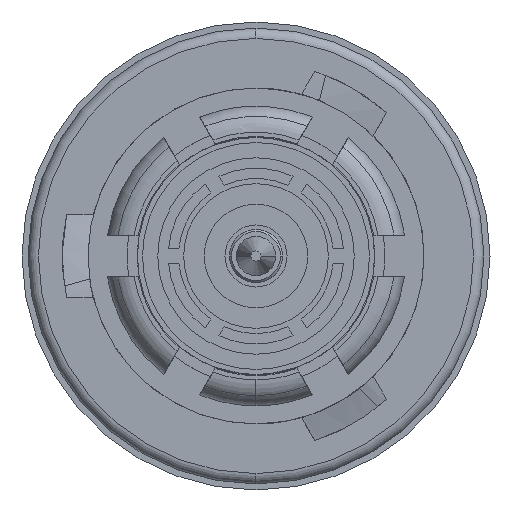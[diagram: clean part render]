
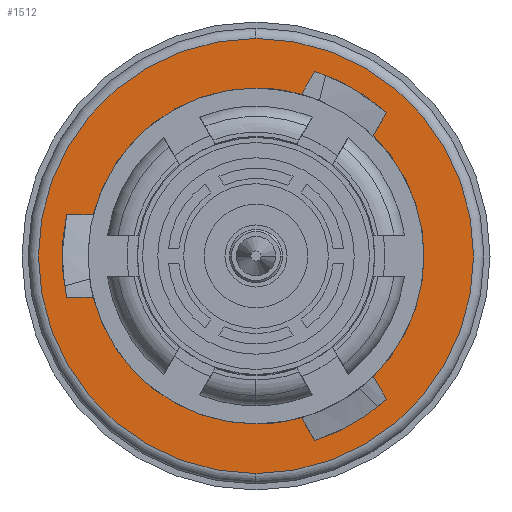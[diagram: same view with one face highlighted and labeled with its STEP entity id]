
A CAD part, left-side view. The second image highlights one B-rep face of the part: STEP entity #1512.
In plain terms, the highlighted face is planar.
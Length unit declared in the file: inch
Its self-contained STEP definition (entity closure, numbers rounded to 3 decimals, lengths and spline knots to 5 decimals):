
#17 = LINE ( 'NONE', #2323, #8834 ) ;
#167 = CIRCLE ( 'NONE', #8721, 0.1625 ) ;
#278 = CARTESIAN_POINT ( 'NONE',  ( 0., 0., 0. ) ) ;
#281 = AXIS2_PLACEMENT_3D ( 'NONE', #2022, #2655, #5617 ) ;
#527 = DIRECTION ( 'NONE',  ( 0., -1., 0. ) ) ;
#603 = EDGE_CURVE ( 'NONE', #1256, #6329, #17, .T. ) ;
#666 = EDGE_CURVE ( 'NONE', #6035, #4609, #1544, .T. ) ;
#741 = DIRECTION ( 'NONE',  ( -1., 0., 0. ) ) ;
#796 = VECTOR ( 'NONE', #527, 39.37008 ) ;
#850 = DIRECTION ( 'NONE',  ( -1., 0., 0. ) ) ;
#975 = DIRECTION ( 'NONE',  ( -1., 0., 0. ) ) ;
#989 = CARTESIAN_POINT ( 'NONE',  ( 0., -0.11345, -0.11635 ) ) ;
#1061 = VECTOR ( 'NONE', #6003, 39.37008 ) ;
#1100 = VERTEX_POINT ( 'NONE', #2074 ) ;
#1110 = AXIS2_PLACEMENT_3D ( 'NONE', #9603, #741, #8047 ) ;
#1193 = VERTEX_POINT ( 'NONE', #989 ) ;
#1205 = EDGE_CURVE ( 'NONE', #1256, #8438, #6357, .T. ) ;
#1239 = CARTESIAN_POINT ( 'NONE',  ( 0., 0.18317, -0.04007 ) ) ;
#1246 = CARTESIAN_POINT ( 'NONE',  ( 0., -0.12629, 0.13859 ) ) ;
#1256 = VERTEX_POINT ( 'NONE', #5364 ) ;
#1268 = EDGE_CURVE ( 'NONE', #1193, #8438, #6974, .T. ) ;
#1369 = CIRCLE ( 'NONE', #6187, 0.1625 ) ;
#1431 = DIRECTION ( 'NONE',  ( -1., 0., 0. ) ) ;
#1469 = VERTEX_POINT ( 'NONE', #9643 ) ;
#1484 = CARTESIAN_POINT ( 'NONE',  ( 0., 0., 0. ) ) ;
#1512 = ADVANCED_FACE ( 'NONE', ( #7785, #6233 ), #5584, .F. ) ;
#1544 = LINE ( 'NONE', #9569, #6671 ) ;
#1550 = DIRECTION ( 'NONE',  ( 0., 0., 1. ) ) ;
#1713 = VECTOR ( 'NONE', #7842, 39.37008 ) ;
#1869 = CARTESIAN_POINT ( 'NONE',  ( 0., -0.04404, -0.15642 ) ) ;
#1913 = ORIENTED_EDGE ( 'NONE', *, *, #5512, .F. ) ;
#1936 = EDGE_CURVE ( 'NONE', #1100, #3916, #4458, .T. ) ;
#2022 = CARTESIAN_POINT ( 'NONE',  ( 0., 0., 0. ) ) ;
#2038 = EDGE_CURVE ( 'NONE', #6035, #8426, #8040, .T. ) ;
#2074 = CARTESIAN_POINT ( 'NONE',  ( 0., 0.15748, -0.04007 ) ) ;
#2109 = CIRCLE ( 'NONE', #8942, 0.1875 ) ;
#2270 = DIRECTION ( 'NONE',  ( 0., -0.5, 0.866 ) ) ;
#2317 = CARTESIAN_POINT ( 'NONE',  ( 0., 0., 0. ) ) ;
#2323 = CARTESIAN_POINT ( 'NONE',  ( 0., -0.05688, -0.17866 ) ) ;
#2382 = ORIENTED_EDGE ( 'NONE', *, *, #2798, .F. ) ;
#2510 = EDGE_CURVE ( 'NONE', #3916, #6329, #1369, .T. ) ;
#2529 = DIRECTION ( 'NONE',  ( 0., 0., 1. ) ) ;
#2539 = CARTESIAN_POINT ( 'NONE',  ( 0., -0.12629, -0.13859 ) ) ;
#2543 = DIRECTION ( 'NONE',  ( -1., 0., 0. ) ) ;
#2558 = EDGE_CURVE ( 'NONE', #1193, #8250, #5716, .T. ) ;
#2651 = CARTESIAN_POINT ( 'NONE',  ( 0., -0.11345, 0.11635 ) ) ;
#2655 = DIRECTION ( 'NONE',  ( -1., 0., 0. ) ) ;
#2798 = EDGE_CURVE ( 'NONE', #4791, #5184, #3085, .T. ) ;
#2903 = LINE ( 'NONE', #4994, #796 ) ;
#2998 = DIRECTION ( 'NONE',  ( 0., 0.5, 0.866 ) ) ;
#3044 = DIRECTION ( 'NONE',  ( 0., 0., 1. ) ) ;
#3080 = ORIENTED_EDGE ( 'NONE', *, *, #3702, .F. ) ;
#3085 = CIRCLE ( 'NONE', #281, 0.21045 ) ;
#3187 = CARTESIAN_POINT ( 'NONE',  ( 0., 0., -0.1625 ) ) ;
#3188 = DIRECTION ( 'NONE',  ( -1., 0., 0. ) ) ;
#3303 = DIRECTION ( 'NONE',  ( -1., 0., 0. ) ) ;
#3383 = DIRECTION ( 'NONE',  ( 0., 0., 1. ) ) ;
#3446 = EDGE_CURVE ( 'NONE', #1100, #7053, #9309, .T. ) ;
#3702 = EDGE_CURVE ( 'NONE', #4955, #8250, #7915, .T. ) ;
#3704 = AXIS2_PLACEMENT_3D ( 'NONE', #1484, #6115, #6793 ) ;
#3801 = ORIENTED_EDGE ( 'NONE', *, *, #1205, .T. ) ;
#3804 = ORIENTED_EDGE ( 'NONE', *, *, #5092, .T. ) ;
#3916 = VERTEX_POINT ( 'NONE', #3187 ) ;
#3920 = EDGE_CURVE ( 'NONE', #5184, #4791, #7608, .T. ) ;
#4009 = CARTESIAN_POINT ( 'NONE',  ( 0., 0., 0. ) ) ;
#4077 = DIRECTION ( 'NONE',  ( 0., 0., 1. ) ) ;
#4151 = ORIENTED_EDGE ( 'NONE', *, *, #2558, .T. ) ;
#4219 = DIRECTION ( 'NONE',  ( 0., 0.5, -0.866 ) ) ;
#4458 = CIRCLE ( 'NONE', #9129, 0.1625 ) ;
#4459 = CARTESIAN_POINT ( 'NONE',  ( 0., 0., 0. ) ) ;
#4578 = EDGE_LOOP ( 'NONE', ( #6634, #5235, #6749, #5642, #1913, #3804, #9126, #6310, #5704, #8198, #3801, #9134, #4151, #3080 ) ) ;
#4588 = CARTESIAN_POINT ( 'NONE',  ( 0., 0., 0. ) ) ;
#4609 = VERTEX_POINT ( 'NONE', #6815 ) ;
#4675 = CARTESIAN_POINT ( 'NONE',  ( 0., 0., 0.21045 ) ) ;
#4765 = CARTESIAN_POINT ( 'NONE',  ( 0., 0., 0.1625 ) ) ;
#4774 = CARTESIAN_POINT ( 'NONE',  ( 0., -0.04404, 0.15642 ) ) ;
#4791 = VERTEX_POINT ( 'NONE', #5081 ) ;
#4855 = EDGE_LOOP ( 'NONE', ( #6742, #2382 ) ) ;
#4955 = VERTEX_POINT ( 'NONE', #8768 ) ;
#4994 = CARTESIAN_POINT ( 'NONE',  ( 0., 0.18317, 0.04007 ) ) ;
#5032 = EDGE_CURVE ( 'NONE', #8426, #1469, #167, .T. ) ;
#5073 = AXIS2_PLACEMENT_3D ( 'NONE', #5430, #3303, #9233 ) ;
#5081 = CARTESIAN_POINT ( 'NONE',  ( 0., 0., -0.21045 ) ) ;
#5092 = EDGE_CURVE ( 'NONE', #8359, #7053, #8870, .T. ) ;
#5184 = VERTEX_POINT ( 'NONE', #4675 ) ;
#5235 = ORIENTED_EDGE ( 'NONE', *, *, #666, .F. ) ;
#5283 = DIRECTION ( 'NONE',  ( -1., 0., 0. ) ) ;
#5364 = CARTESIAN_POINT ( 'NONE',  ( 0., -0.05688, -0.17866 ) ) ;
#5430 = CARTESIAN_POINT ( 'NONE',  ( 0., 0., 0. ) ) ;
#5512 = EDGE_CURVE ( 'NONE', #8359, #1469, #2903, .T. ) ;
#5584 = PLANE ( 'NONE',  #6495 ) ;
#5594 = CARTESIAN_POINT ( 'NONE',  ( 0., 0.18317, -0.04007 ) ) ;
#5617 = DIRECTION ( 'NONE',  ( 0., 0., 1. ) ) ;
#5642 = ORIENTED_EDGE ( 'NONE', *, *, #5032, .T. ) ;
#5704 = ORIENTED_EDGE ( 'NONE', *, *, #2510, .T. ) ;
#5716 = CIRCLE ( 'NONE', #3704, 0.1625 ) ;
#5996 = CARTESIAN_POINT ( 'NONE',  ( 0., 0., 0. ) ) ;
#6003 = DIRECTION ( 'NONE',  ( 0., -0.5, -0.866 ) ) ;
#6035 = VERTEX_POINT ( 'NONE', #4774 ) ;
#6115 = DIRECTION ( 'NONE',  ( -1., 0., 0. ) ) ;
#6150 = CARTESIAN_POINT ( 'NONE',  ( 0., 0.18317, 0.04007 ) ) ;
#6187 = AXIS2_PLACEMENT_3D ( 'NONE', #2317, #850, #3044 ) ;
#6233 = FACE_OUTER_BOUND ( 'NONE', #4855, .T. ) ;
#6310 = ORIENTED_EDGE ( 'NONE', *, *, #1936, .T. ) ;
#6329 = VERTEX_POINT ( 'NONE', #1869 ) ;
#6357 = CIRCLE ( 'NONE', #9604, 0.1875 ) ;
#6495 = AXIS2_PLACEMENT_3D ( 'NONE', #9201, #975, #2529 ) ;
#6598 = EDGE_CURVE ( 'NONE', #4955, #4609, #2109, .T. ) ;
#6634 = ORIENTED_EDGE ( 'NONE', *, *, #6598, .T. ) ;
#6671 = VECTOR ( 'NONE', #2270, 39.37008 ) ;
#6677 = VECTOR ( 'NONE', #4219, 39.37008 ) ;
#6742 = ORIENTED_EDGE ( 'NONE', *, *, #3920, .F. ) ;
#6749 = ORIENTED_EDGE ( 'NONE', *, *, #2038, .T. ) ;
#6793 = DIRECTION ( 'NONE',  ( 0., 0., 1. ) ) ;
#6815 = CARTESIAN_POINT ( 'NONE',  ( 0., -0.05688, 0.17866 ) ) ;
#6974 = LINE ( 'NONE', #8338, #1061 ) ;
#7053 = VERTEX_POINT ( 'NONE', #1239 ) ;
#7298 = AXIS2_PLACEMENT_3D ( 'NONE', #4009, #2543, #3383 ) ;
#7608 = CIRCLE ( 'NONE', #7298, 0.21045 ) ;
#7722 = DIRECTION ( 'NONE',  ( -1., 0., 0. ) ) ;
#7785 = FACE_BOUND ( 'NONE', #4578, .T. ) ;
#7842 = DIRECTION ( 'NONE',  ( 0., 1., 0. ) ) ;
#7915 = LINE ( 'NONE', #1246, #6677 ) ;
#8040 = CIRCLE ( 'NONE', #5073, 0.1625 ) ;
#8047 = DIRECTION ( 'NONE',  ( 0., 0., 1. ) ) ;
#8198 = ORIENTED_EDGE ( 'NONE', *, *, #603, .F. ) ;
#8250 = VERTEX_POINT ( 'NONE', #2651 ) ;
#8338 = CARTESIAN_POINT ( 'NONE',  ( 0., -0.12629, -0.13859 ) ) ;
#8359 = VERTEX_POINT ( 'NONE', #6150 ) ;
#8426 = VERTEX_POINT ( 'NONE', #4765 ) ;
#8431 = DIRECTION ( 'NONE',  ( 0., 0., 1. ) ) ;
#8438 = VERTEX_POINT ( 'NONE', #2539 ) ;
#8721 = AXIS2_PLACEMENT_3D ( 'NONE', #5996, #1431, #8969 ) ;
#8768 = CARTESIAN_POINT ( 'NONE',  ( 0., -0.12629, 0.13859 ) ) ;
#8834 = VECTOR ( 'NONE', #2998, 39.37008 ) ;
#8870 = CIRCLE ( 'NONE', #1110, 0.1875 ) ;
#8942 = AXIS2_PLACEMENT_3D ( 'NONE', #278, #5283, #1550 ) ;
#8969 = DIRECTION ( 'NONE',  ( 0., 0., 1. ) ) ;
#9126 = ORIENTED_EDGE ( 'NONE', *, *, #3446, .F. ) ;
#9129 = AXIS2_PLACEMENT_3D ( 'NONE', #4459, #7722, #4077 ) ;
#9134 = ORIENTED_EDGE ( 'NONE', *, *, #1268, .F. ) ;
#9201 = CARTESIAN_POINT ( 'NONE',  ( 0., 0.21045, 0. ) ) ;
#9233 = DIRECTION ( 'NONE',  ( 0., 0., 1. ) ) ;
#9309 = LINE ( 'NONE', #5594, #1713 ) ;
#9569 = CARTESIAN_POINT ( 'NONE',  ( 0., -0.05688, 0.17866 ) ) ;
#9603 = CARTESIAN_POINT ( 'NONE',  ( 0., 0., 0. ) ) ;
#9604 = AXIS2_PLACEMENT_3D ( 'NONE', #4588, #3188, #8431 ) ;
#9643 = CARTESIAN_POINT ( 'NONE',  ( 0., 0.15748, 0.04007 ) ) ;
